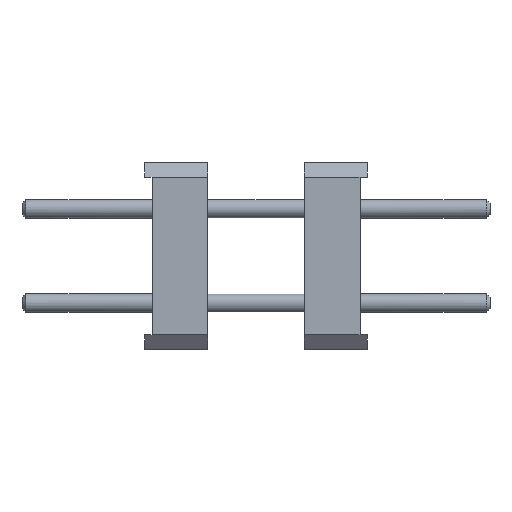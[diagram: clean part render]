
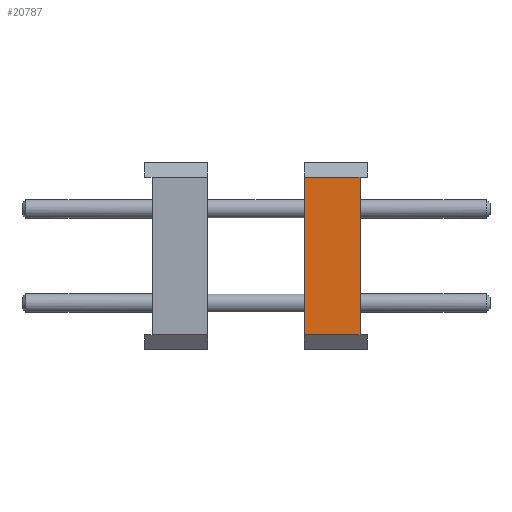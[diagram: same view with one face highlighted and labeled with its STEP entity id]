
A CAD part, left-side view. The second image highlights one B-rep face of the part: STEP entity #20787.
In plain terms, the highlighted planar face has unit normal (-1, 0, 0).
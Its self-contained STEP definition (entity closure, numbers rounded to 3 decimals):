
#365=PLANE('',#22312);
#1531=FACE_OUTER_BOUND('',#2663,.T.);
#2663=EDGE_LOOP('',(#17134,#17135,#17136,#17137));
#4649=LINE('',#31804,#7207);
#4864=LINE('',#32190,#7422);
#4880=LINE('',#32224,#7438);
#4881=LINE('',#32225,#7439);
#7207=VECTOR('',#25678,1.);
#7422=VECTOR('',#26069,1.);
#7438=VECTOR('',#26119,1.);
#7439=VECTOR('',#26120,1.);
#10352=VERTEX_POINT('',#31801);
#10353=VERTEX_POINT('',#31803);
#10436=VERTEX_POINT('',#32189);
#10437=VERTEX_POINT('',#32223);
#12685=EDGE_CURVE('',#10352,#10353,#4649,.T.);
#12900=EDGE_CURVE('',#10436,#10353,#4864,.T.);
#12916=EDGE_CURVE('',#10437,#10352,#4880,.T.);
#12917=EDGE_CURVE('',#10437,#10436,#4881,.T.);
#17134=ORIENTED_EDGE('',*,*,#12685,.F.);
#17135=ORIENTED_EDGE('',*,*,#12916,.F.);
#17136=ORIENTED_EDGE('',*,*,#12917,.T.);
#17137=ORIENTED_EDGE('',*,*,#12900,.T.);
#20787=ADVANCED_FACE('',(#1531),#365,.F.);
#22312=AXIS2_PLACEMENT_3D('',#32222,#26117,#26118);
#25678=DIRECTION('',(0.,0.,1.));
#26069=DIRECTION('',(0.,1.,0.));
#26117=DIRECTION('center_axis',(1.,0.,0.));
#26118=DIRECTION('ref_axis',(0.,0.,1.));
#26119=DIRECTION('',(0.,1.,0.));
#26120=DIRECTION('',(0.,0.,1.));
#31801=CARTESIAN_POINT('',(10.16,0.4,-11.6));
#31803=CARTESIAN_POINT('',(10.16,0.4,-7.36));
#31804=CARTESIAN_POINT('',(10.16,0.4,-8.21));
#32189=CARTESIAN_POINT('',(10.16,-1.1,-7.36));
#32190=CARTESIAN_POINT('',(10.16,-1.3,-7.36));
#32222=CARTESIAN_POINT('Origin',(10.16,-1.1,-7.36));
#32223=CARTESIAN_POINT('',(10.16,-1.1,-11.6));
#32224=CARTESIAN_POINT('',(10.16,-1.3,-11.6));
#32225=CARTESIAN_POINT('',(10.16,-1.1,-9.06));
